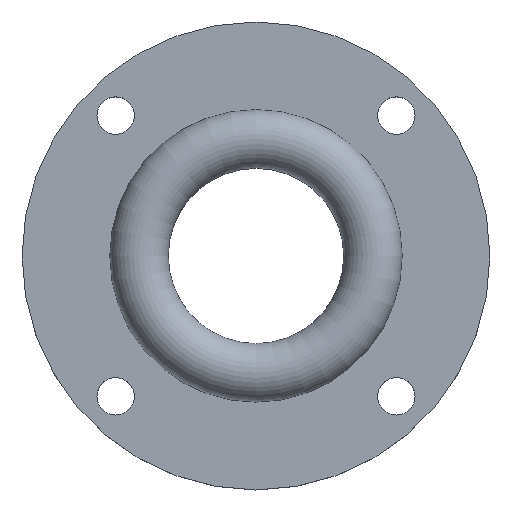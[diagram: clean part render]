
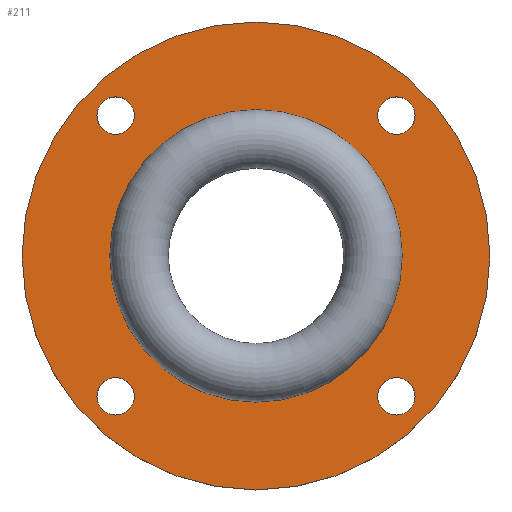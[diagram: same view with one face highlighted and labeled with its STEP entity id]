
A CAD part, top view. The second image highlights one B-rep face of the part: STEP entity #211.
In plain terms, the highlighted planar face has unit normal (0, 0, 1).
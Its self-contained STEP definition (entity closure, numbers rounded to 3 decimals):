
#41=FACE_BOUND('',#69,.T.);
#42=FACE_BOUND('',#70,.T.);
#43=FACE_BOUND('',#71,.T.);
#44=FACE_BOUND('',#72,.T.);
#45=FACE_BOUND('',#73,.T.);
#55=FACE_OUTER_BOUND('',#68,.T.);
#68=EDGE_LOOP('',(#168));
#69=EDGE_LOOP('',(#169));
#70=EDGE_LOOP('',(#170));
#71=EDGE_LOOP('',(#171));
#72=EDGE_LOOP('',(#172));
#73=EDGE_LOOP('',(#173));
#89=CIRCLE('',#238,12.5);
#94=CIRCLE('',#246,20.);
#95=CIRCLE('',#247,1.6);
#96=CIRCLE('',#248,1.6);
#97=CIRCLE('',#249,1.6);
#98=CIRCLE('',#250,1.6);
#109=VERTEX_POINT('',#346);
#112=VERTEX_POINT('',#359);
#113=VERTEX_POINT('',#361);
#114=VERTEX_POINT('',#363);
#115=VERTEX_POINT('',#365);
#116=VERTEX_POINT('',#367);
#127=EDGE_CURVE('',#109,#109,#89,.T.);
#133=EDGE_CURVE('',#112,#112,#94,.T.);
#134=EDGE_CURVE('',#113,#113,#95,.T.);
#135=EDGE_CURVE('',#114,#114,#96,.T.);
#136=EDGE_CURVE('',#115,#115,#97,.T.);
#137=EDGE_CURVE('',#116,#116,#98,.T.);
#168=ORIENTED_EDGE('',*,*,#133,.F.);
#169=ORIENTED_EDGE('',*,*,#134,.F.);
#170=ORIENTED_EDGE('',*,*,#127,.F.);
#171=ORIENTED_EDGE('',*,*,#135,.F.);
#172=ORIENTED_EDGE('',*,*,#136,.F.);
#173=ORIENTED_EDGE('',*,*,#137,.F.);
#205=PLANE('',#245);
#211=ADVANCED_FACE('',(#55,#41,#42,#43,#44,#45),#205,.T.);
#238=AXIS2_PLACEMENT_3D('',#348,#277,#278);
#245=AXIS2_PLACEMENT_3D('',#358,#292,#293);
#246=AXIS2_PLACEMENT_3D('',#360,#294,#295);
#247=AXIS2_PLACEMENT_3D('',#362,#296,#297);
#248=AXIS2_PLACEMENT_3D('',#364,#298,#299);
#249=AXIS2_PLACEMENT_3D('',#366,#300,#301);
#250=AXIS2_PLACEMENT_3D('',#368,#302,#303);
#277=DIRECTION('center_axis',(0.,0.,1.));
#278=DIRECTION('ref_axis',(1.,0.,0.));
#292=DIRECTION('center_axis',(0.,0.,1.));
#293=DIRECTION('ref_axis',(1.,0.,0.));
#294=DIRECTION('center_axis',(0.,0.,-1.));
#295=DIRECTION('ref_axis',(1.,0.,0.));
#296=DIRECTION('center_axis',(0.,0.,1.));
#297=DIRECTION('ref_axis',(1.,0.,0.));
#298=DIRECTION('center_axis',(0.,0.,1.));
#299=DIRECTION('ref_axis',(1.,0.,0.));
#300=DIRECTION('center_axis',(0.,0.,1.));
#301=DIRECTION('ref_axis',(1.,0.,0.));
#302=DIRECTION('center_axis',(0.,0.,1.));
#303=DIRECTION('ref_axis',(1.,0.,0.));
#346=CARTESIAN_POINT('',(-12.5,0.,14.));
#348=CARTESIAN_POINT('Origin',(0.,0.,14.));
#358=CARTESIAN_POINT('Origin',(0.,0.,14.));
#359=CARTESIAN_POINT('',(-20.,0.,14.));
#360=CARTESIAN_POINT('Origin',(0.,0.,14.));
#361=CARTESIAN_POINT('',(10.4,12.,14.));
#362=CARTESIAN_POINT('Origin',(12.,12.,14.));
#363=CARTESIAN_POINT('',(-13.6,12.,14.));
#364=CARTESIAN_POINT('Origin',(-12.,12.,14.));
#365=CARTESIAN_POINT('',(10.4,-12.,14.));
#366=CARTESIAN_POINT('Origin',(12.,-12.,14.));
#367=CARTESIAN_POINT('',(-13.6,-12.,14.));
#368=CARTESIAN_POINT('Origin',(-12.,-12.,14.));
